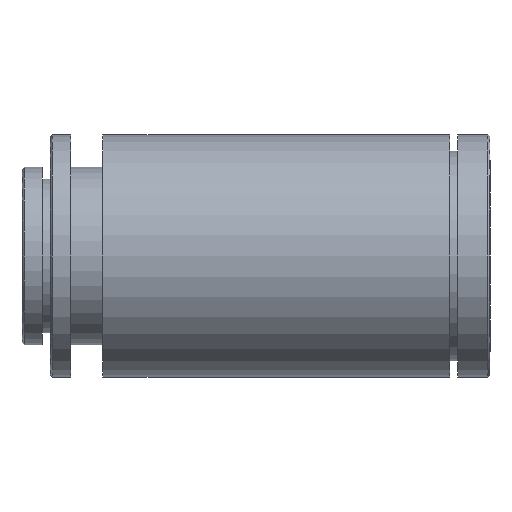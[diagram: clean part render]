
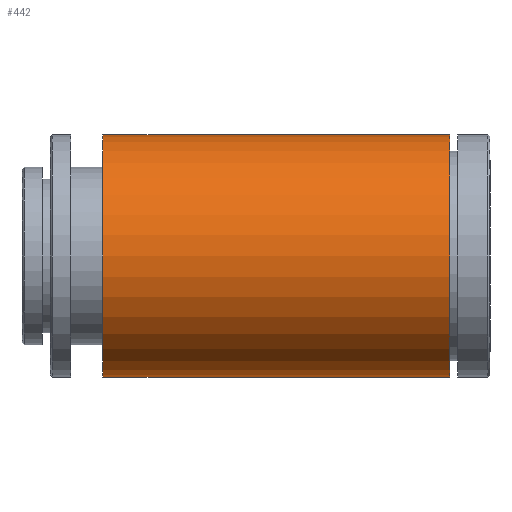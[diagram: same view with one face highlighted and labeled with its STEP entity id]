
A CAD part, front view. The second image highlights one B-rep face of the part: STEP entity #442.
In plain terms, the highlighted cylindrical face has radius 15 mm (diameter 30 mm), a partial arc.
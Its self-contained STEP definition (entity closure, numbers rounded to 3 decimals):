
#12 = LINE ( 'NONE', #667, #105 ) ;
#37 = CARTESIAN_POINT ( 'NONE',  ( -282.112, 0., 15. ) ) ;
#73 = EDGE_CURVE ( 'NONE', #819, #1009, #406, .T. ) ;
#105 = VECTOR ( 'NONE', #111, 1000. ) ;
#111 = DIRECTION ( 'NONE',  ( -1., 0., 0. ) ) ;
#113 = AXIS2_PLACEMENT_3D ( 'NONE', #584, #960, #125 ) ;
#125 = DIRECTION ( 'NONE',  ( 0., 0., 1. ) ) ;
#140 = CARTESIAN_POINT ( 'NONE',  ( 10.02, 0., 15. ) ) ;
#379 = DIRECTION ( 'NONE',  ( -1., 0., 0. ) ) ;
#391 = ORIENTED_EDGE ( 'NONE', *, *, #726, .T. ) ;
#406 = CIRCLE ( 'NONE', #479, 15. ) ;
#442 = ADVANCED_FACE ( 'NONE', ( #842 ), #668, .T. ) ;
#466 = CARTESIAN_POINT ( 'NONE',  ( 52.96, 0., 15. ) ) ;
#479 = AXIS2_PLACEMENT_3D ( 'NONE', #1023, #564, #546 ) ;
#488 = LINE ( 'NONE', #37, #1093 ) ;
#534 = VERTEX_POINT ( 'NONE', #466 ) ;
#546 = DIRECTION ( 'NONE',  ( 0., 0., 1. ) ) ;
#553 = AXIS2_PLACEMENT_3D ( 'NONE', #757, #379, #561 ) ;
#558 = CIRCLE ( 'NONE', #113, 15. ) ;
#561 = DIRECTION ( 'NONE',  ( 0., 0., 1. ) ) ;
#564 = DIRECTION ( 'NONE',  ( -1., 0., 0. ) ) ;
#566 = EDGE_LOOP ( 'NONE', ( #677, #1174, #391, #1177 ) ) ;
#584 = CARTESIAN_POINT ( 'NONE',  ( 52.96, 0., 0. ) ) ;
#667 = CARTESIAN_POINT ( 'NONE',  ( -282.112, 0., -15. ) ) ;
#668 = CYLINDRICAL_SURFACE ( 'NONE', #553, 15. ) ;
#677 = ORIENTED_EDGE ( 'NONE', *, *, #878, .F. ) ;
#726 = EDGE_CURVE ( 'NONE', #534, #1009, #488, .T. ) ;
#744 = VERTEX_POINT ( 'NONE', #1048 ) ;
#757 = CARTESIAN_POINT ( 'NONE',  ( -282.112, 0., 0. ) ) ;
#805 = CARTESIAN_POINT ( 'NONE',  ( 10.02, 0., -15. ) ) ;
#819 = VERTEX_POINT ( 'NONE', #805 ) ;
#842 = FACE_OUTER_BOUND ( 'NONE', #566, .T. ) ;
#870 = DIRECTION ( 'NONE',  ( -1., 0., 0. ) ) ;
#878 = EDGE_CURVE ( 'NONE', #744, #819, #12, .T. ) ;
#956 = EDGE_CURVE ( 'NONE', #744, #534, #558, .T. ) ;
#960 = DIRECTION ( 'NONE',  ( -1., 0., 0. ) ) ;
#1009 = VERTEX_POINT ( 'NONE', #140 ) ;
#1023 = CARTESIAN_POINT ( 'NONE',  ( 10.02, 0., 0. ) ) ;
#1048 = CARTESIAN_POINT ( 'NONE',  ( 52.96, 0., -15. ) ) ;
#1093 = VECTOR ( 'NONE', #870, 1000. ) ;
#1174 = ORIENTED_EDGE ( 'NONE', *, *, #956, .T. ) ;
#1177 = ORIENTED_EDGE ( 'NONE', *, *, #73, .F. ) ;
